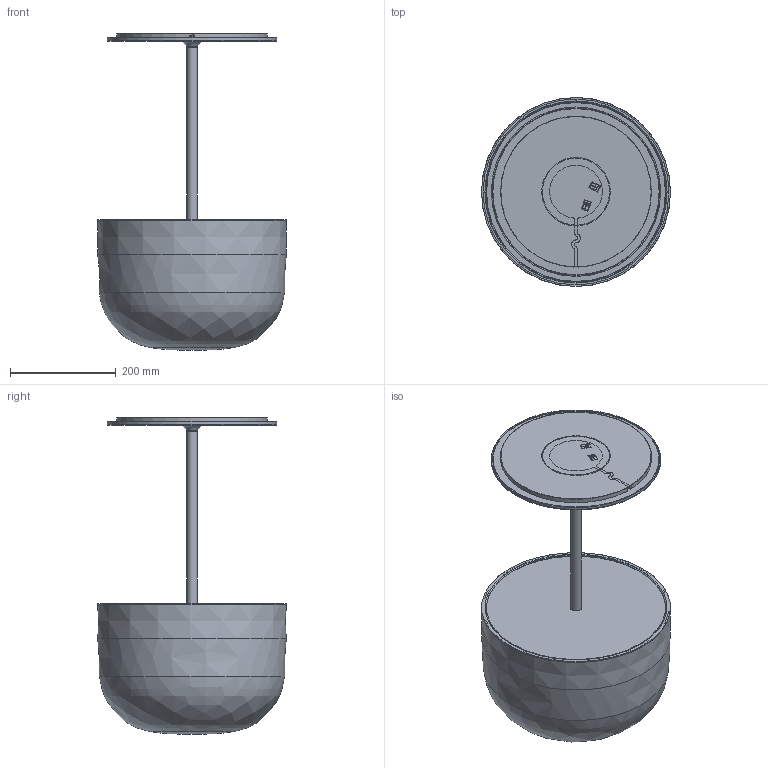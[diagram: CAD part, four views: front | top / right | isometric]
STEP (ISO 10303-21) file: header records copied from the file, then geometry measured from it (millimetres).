
FILE_DESCRIPTION(/* description */ (''),/* implementation_level */ '2;1');
FILE_NAME(/* name */ 'F438905xxxxxWL.stp',/* time_stamp */ '2020-01-13T15:08:34+01:00',/* author */ ('sghezzi'),/* organization */ (''),/* preprocessor_version */ 'ST-DEVELOPER v17.2',/* originating_system */ 'Autodesk Inventor 2019',/* authorisation */ '');
FILE_SCHEMA (('AUTOMOTIVE_DESIGN { 1 0 10303 214 3 1 1 }'));
Length unit declared in the file: millimetre
Products named in the file (43): F438905xxxxxWL; 001438900-01; 007438912; 007438912-1; 007438912-2; 007438910; 007438940; 006600329; 005302301; 003439500; 007438907; 007438903; 060009001; 063015001; 007439225; 006438910; 001438920; 007438905; 003438902; 003438903; 003438902_1; 065020001; 007439240; 006531200; 006349301; 005438900; 001438921; 007438900; 003438900; 003438900_1; 003438901; 006438915; 005438911; 003438920; 007439250; 006558701; 007438980; 005414399 L20; 005302602 L20; 007438960 ...
Assembly tree (81 placements, depth 5):
  F438905xxxxxWL
    001438900-01
      007438912
        007438912-1
        007438912-2
      007438910
      006558701  x9
      007438940
      006600329  x3
      060009001  x2
      007439225  x2
      005302301  x2
      003439500
      007438907
      007438903
      063015001
      006438910  x3
      001438920
        007438905
        003438902
          003438903
          003438902_1
        065020001  x3
        005438911
      007439240  x3
      006531200  x6
      006349301
      005438900  x2
      001438921
        007438900
        003438900
          003438900_1
          003438901
        006438915  x6
        005438911
      007439250  x3
      003438920
      007438980  x3
      005414399 L20
      005302602 L20
      007438960  x3
      007438990  x3
    001438950-51
      002438900
Bounding box: 358 x 358 x 599.46 mm (x, y, z)
Volume: 4994499.4 mm3; surface area: 2654150.5 mm2
Topology: 76 solids, 76 shells, 1789 faces, 4698 edges, 3106 vertices
Faces by surface type: plane 979, cylinder 592, cone 187, torus 15, sphere 9, bspline 7
Full cylindrical faces by diameter (mm): 1.35 x2, 2 x12, 2.2 x12, 2.417 x2, 2.459 x9, 3 x29, 3.242 x6, 3.3 x6, 3.5 x12, 4 x23, 4.2 x6, 4.3 x9, 4.5 x3, 6 x2, 6.5 x6, 7.6 x3, 11.8 x3, 13 x2, 13.157 x2, 13.2 x4, 14.99 x2, 15 x1, 18 x1, 20 x1, 21 x2, 21.8 x1, 35 x1, 50 x1, 50.5 x1, 127 x1
Entity records: 28127 total; most frequent: CARTESIAN_POINT 5290, DIRECTION 4730, ORIENTED_EDGE 4214, EDGE_CURVE 2107, AXIS2_PLACEMENT_3D 1816, VERTEX_POINT 1453, LINE 1098, VECTOR 1098
